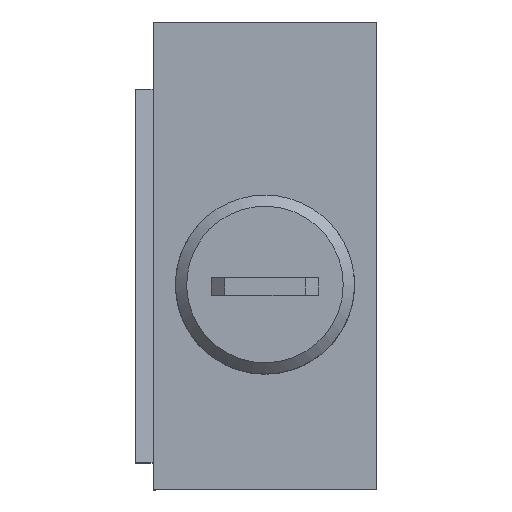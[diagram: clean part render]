
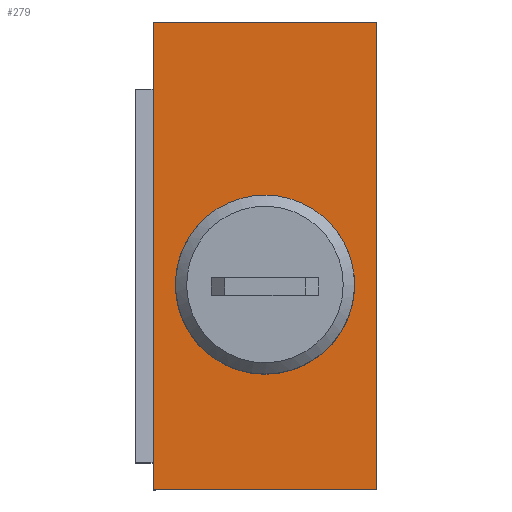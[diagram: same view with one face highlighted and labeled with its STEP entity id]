
A CAD part, top view. The second image highlights one B-rep face of the part: STEP entity #279.
In plain terms, the highlighted planar face has unit normal (0, 0, 1).
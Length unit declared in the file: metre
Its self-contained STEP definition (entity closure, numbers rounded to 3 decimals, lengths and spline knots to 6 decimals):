
#279=ADVANCED_FACE('',(#583,#584),#585,.F.);
#583=FACE_OUTER_BOUND('',#907,.T.);
#584=FACE_BOUND('',#908,.T.);
#585=PLANE('',#909);
#907=EDGE_LOOP('',(#1660,#1661,#1662,#1663));
#908=EDGE_LOOP('',(#1664));
#909=AXIS2_PLACEMENT_3D('',#1665,#1666,#1667);
#1660=ORIENTED_EDGE('',*,*,#2054,.T.);
#1661=ORIENTED_EDGE('',*,*,#2139,.F.);
#1662=ORIENTED_EDGE('',*,*,#2040,.T.);
#1663=ORIENTED_EDGE('',*,*,#2127,.T.);
#1664=ORIENTED_EDGE('',*,*,#1986,.F.);
#1665=CARTESIAN_POINT('',(0.01,0.0,0.0));
#1666=DIRECTION('',(0.0,0.0,-1.0));
#1667=DIRECTION('',(0.0,-1.0,0.0));
#1986=EDGE_CURVE('',#2417,#2417,#2418,.T.);
#2040=EDGE_CURVE('',#2501,#2499,#2502,.T.);
#2054=EDGE_CURVE('',#2519,#2520,#2521,.T.);
#2127=EDGE_CURVE('',#2499,#2519,#2622,.T.);
#2139=EDGE_CURVE('',#2501,#2520,#2635,.T.);
#2417=VERTEX_POINT('',#3038);
#2418=CIRCLE('',#3039,0.004);
#2499=VERTEX_POINT('',#3156);
#2501=VERTEX_POINT('',#3159);
#2502=LINE('',#3160,#3161);
#2519=VERTEX_POINT('',#3187);
#2520=VERTEX_POINT('',#3188);
#2521=LINE('',#3189,#3190);
#2622=LINE('',#3370,#3371);
#2635=LINE('',#3390,#3391);
#3038=CARTESIAN_POINT('',(0.001,-0.01175,0.));
#3039=AXIS2_PLACEMENT_3D('',#3603,#3604,#3605);
#3156=CARTESIAN_POINT('',(0.01,-0.0209,0.));
#3159=CARTESIAN_POINT('',(0.0,-0.0209,0.));
#3160=CARTESIAN_POINT('',(0.,-0.0209,0.));
#3161=VECTOR('',#3661,1.0);
#3187=CARTESIAN_POINT('',(0.01,0.0,0.0));
#3188=CARTESIAN_POINT('',(0.0,0.,0.0));
#3189=CARTESIAN_POINT('',(0.01,0.0,0.0));
#3190=VECTOR('',#3671,1.0);
#3370=CARTESIAN_POINT('',(0.01,0.0,0.0));
#3371=VECTOR('',#3729,1.0);
#3390=CARTESIAN_POINT('',(0.0,0.,0.0));
#3391=VECTOR('',#3736,1.0);
#3603=CARTESIAN_POINT('',(0.005,-0.01175,0.));
#3604=DIRECTION('',(0.,0.,1.0));
#3605=DIRECTION('',(-1.,0.,0.));
#3661=DIRECTION('',(1.0,0.,0.));
#3671=DIRECTION('',(-1.0,0.,0.));
#3729=DIRECTION('',(0.,1.0,0.));
#3736=DIRECTION('',(0.,1.0,0.));
